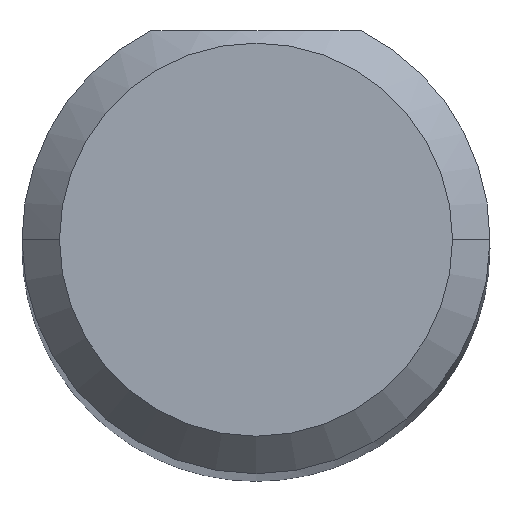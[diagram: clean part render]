
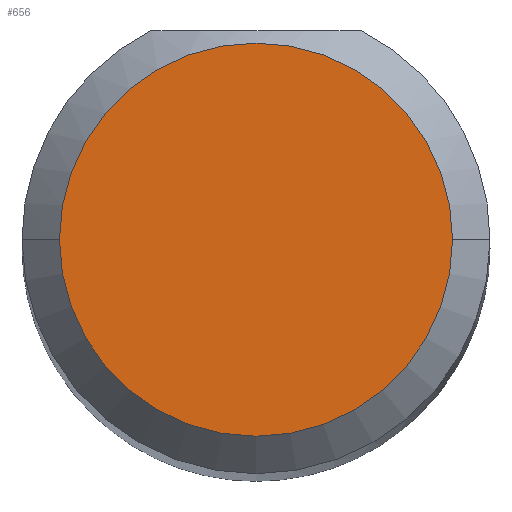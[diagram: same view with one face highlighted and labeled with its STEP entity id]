
A CAD part, top view. The second image highlights one B-rep face of the part: STEP entity #656.
In plain terms, the highlighted planar face has unit normal (0, 0, 1).
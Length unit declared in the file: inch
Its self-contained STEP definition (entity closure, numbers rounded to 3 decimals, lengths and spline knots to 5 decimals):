
#10 = ORIENTED_EDGE ( 'NONE', *, *, #372, .T. ) ;
#17 = CARTESIAN_POINT ( 'NONE',  ( -0.07875, 0., 2. ) ) ;
#66 = ORIENTED_EDGE ( 'NONE', *, *, #700, .T. ) ;
#68 = DIRECTION ( 'NONE',  ( 1., 0., 0. ) ) ;
#100 = VERTEX_POINT ( 'NONE', #527 ) ;
#109 = VERTEX_POINT ( 'NONE', #17 ) ;
#181 = CARTESIAN_POINT ( 'NONE',  ( 0., 0., 2. ) ) ;
#196 = DIRECTION ( 'NONE',  ( 1., 0., 0. ) ) ;
#202 = DIRECTION ( 'NONE',  ( 0., 0., 1. ) ) ;
#252 = CARTESIAN_POINT ( 'NONE',  ( 0., 0., 2. ) ) ;
#268 = AXIS2_PLACEMENT_3D ( 'NONE', #252, #440, #196 ) ;
#372 = EDGE_CURVE ( 'NONE', #109, #100, #497, .T. ) ;
#398 = EDGE_LOOP ( 'NONE', ( #10, #66 ) ) ;
#407 = FACE_OUTER_BOUND ( 'NONE', #398, .T. ) ;
#440 = DIRECTION ( 'NONE',  ( 0., 0., 1. ) ) ;
#450 = DIRECTION ( 'NONE',  ( 1., 0., 0. ) ) ;
#465 = CARTESIAN_POINT ( 'NONE',  ( 0., 0., 2. ) ) ;
#497 = CIRCLE ( 'NONE', #729, 0.07875 ) ;
#506 = AXIS2_PLACEMENT_3D ( 'NONE', #181, #598, #68 ) ;
#527 = CARTESIAN_POINT ( 'NONE',  ( 0.07875, 0., 2. ) ) ;
#598 = DIRECTION ( 'NONE',  ( 0., 0., 1. ) ) ;
#621 = CIRCLE ( 'NONE', #268, 0.07875 ) ;
#656 = ADVANCED_FACE ( 'NONE', ( #407 ), #719, .T. ) ;
#700 = EDGE_CURVE ( 'NONE', #100, #109, #621, .T. ) ;
#719 = PLANE ( 'NONE',  #506 ) ;
#729 = AXIS2_PLACEMENT_3D ( 'NONE', #465, #202, #450 ) ;
